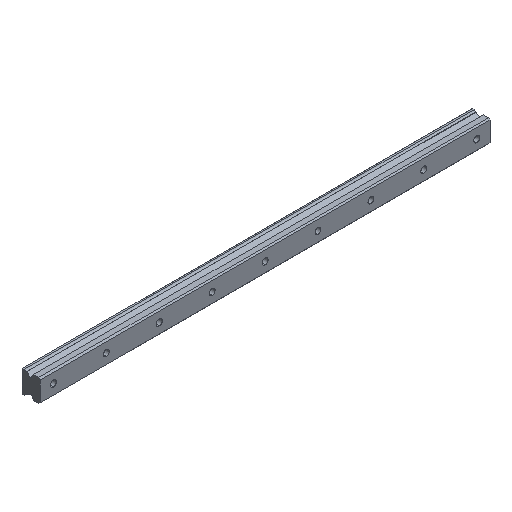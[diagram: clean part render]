
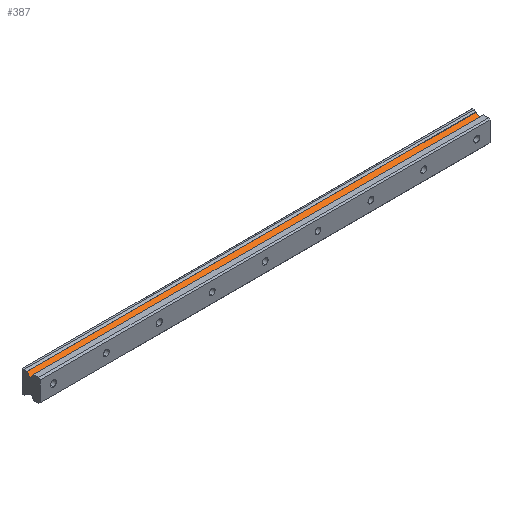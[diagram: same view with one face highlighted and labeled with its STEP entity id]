
A CAD part, isometric view. The second image highlights one B-rep face of the part: STEP entity #387.
In plain terms, the highlighted planar face has unit normal (0, -0.499, 0.867).
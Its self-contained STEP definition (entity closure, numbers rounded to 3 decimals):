
#37 = VECTOR ( 'NONE', #566, 1000. ) ;
#87 = ORIENTED_EDGE ( 'NONE', *, *, #1715, .F. ) ;
#94 = DIRECTION ( 'NONE',  ( 0., 0.499, -0.867 ) ) ;
#265 = PLANE ( 'NONE',  #1889 ) ;
#327 = DIRECTION ( 'NONE',  ( -1., 0., 0. ) ) ;
#387 = ADVANCED_FACE ( 'NONE', ( #1872 ), #265, .F. ) ;
#549 = DIRECTION ( 'NONE',  ( 1., 0., 0. ) ) ;
#555 = EDGE_LOOP ( 'NONE', ( #87, #1172, #1005, #1556 ) ) ;
#566 = DIRECTION ( 'NONE',  ( 0., -0.867, -0.499 ) ) ;
#710 = EDGE_CURVE ( 'NONE', #2286, #716, #730, .T. ) ;
#716 = VERTEX_POINT ( 'NONE', #1263 ) ;
#730 = LINE ( 'NONE', #912, #1477 ) ;
#912 = CARTESIAN_POINT ( 'NONE',  ( -20., 21.02, 15.006 ) ) ;
#944 = CARTESIAN_POINT ( 'NONE',  ( 660., 14.475, 11.24 ) ) ;
#968 = VECTOR ( 'NONE', #327, 1000. ) ;
#976 = CARTESIAN_POINT ( 'NONE',  ( 660., 21.02, 15.006 ) ) ;
#1005 = ORIENTED_EDGE ( 'NONE', *, *, #1430, .F. ) ;
#1048 = EDGE_CURVE ( 'NONE', #1354, #1668, #1247, .T. ) ;
#1172 = ORIENTED_EDGE ( 'NONE', *, *, #1048, .F. ) ;
#1216 = CARTESIAN_POINT ( 'NONE',  ( -20., 21.02, 15.006 ) ) ;
#1243 = CARTESIAN_POINT ( 'NONE',  ( 660., 21.02, 15.006 ) ) ;
#1247 = LINE ( 'NONE', #1454, #37 ) ;
#1263 = CARTESIAN_POINT ( 'NONE',  ( -20., 14.475, 11.24 ) ) ;
#1354 = VERTEX_POINT ( 'NONE', #1939 ) ;
#1430 = EDGE_CURVE ( 'NONE', #2286, #1354, #1641, .T. ) ;
#1454 = CARTESIAN_POINT ( 'NONE',  ( 660., 21.02, 15.006 ) ) ;
#1477 = VECTOR ( 'NONE', #2151, 1000. ) ;
#1541 = DIRECTION ( 'NONE',  ( 0., 0.867, 0.499 ) ) ;
#1556 = ORIENTED_EDGE ( 'NONE', *, *, #710, .T. ) ;
#1558 = LINE ( 'NONE', #1708, #968 ) ;
#1568 = VECTOR ( 'NONE', #549, 1000. ) ;
#1641 = LINE ( 'NONE', #1243, #1568 ) ;
#1668 = VERTEX_POINT ( 'NONE', #944 ) ;
#1708 = CARTESIAN_POINT ( 'NONE',  ( 660., 14.475, 11.24 ) ) ;
#1715 = EDGE_CURVE ( 'NONE', #1668, #716, #1558, .T. ) ;
#1872 = FACE_OUTER_BOUND ( 'NONE', #555, .T. ) ;
#1889 = AXIS2_PLACEMENT_3D ( 'NONE', #976, #94, #1541 ) ;
#1939 = CARTESIAN_POINT ( 'NONE',  ( 660., 21.02, 15.006 ) ) ;
#2151 = DIRECTION ( 'NONE',  ( 0., -0.867, -0.499 ) ) ;
#2286 = VERTEX_POINT ( 'NONE', #1216 ) ;
